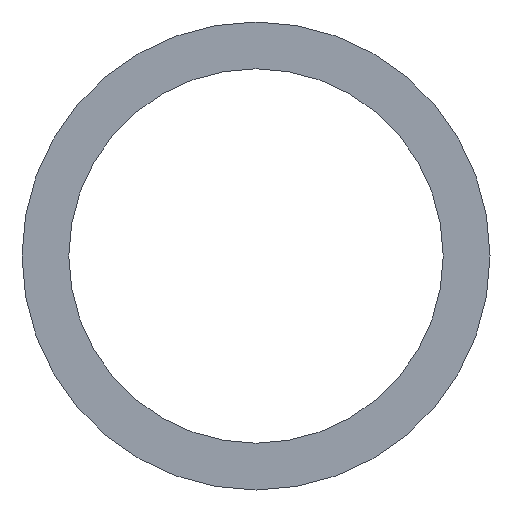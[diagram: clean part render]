
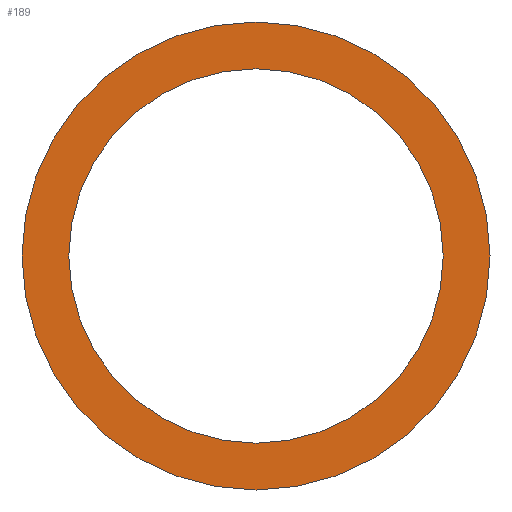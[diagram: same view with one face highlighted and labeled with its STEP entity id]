
A CAD part, front view. The second image highlights one B-rep face of the part: STEP entity #189.
In plain terms, the highlighted planar face has unit normal (0, -1, 0).
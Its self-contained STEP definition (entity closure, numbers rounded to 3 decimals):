
#2 = CARTESIAN_POINT ( 'NONE',  ( 0., 0., 0. ) ) ;
#4 = EDGE_CURVE ( 'NONE', #191, #124, #129, .T. ) ;
#7 = DIRECTION ( 'NONE',  ( 0., 0., 1. ) ) ;
#10 = EDGE_LOOP ( 'NONE', ( #174, #246 ) ) ;
#13 = DIRECTION ( 'NONE',  ( 0., 0., 1. ) ) ;
#21 = CIRCLE ( 'NONE', #109, 4. ) ;
#24 = DIRECTION ( 'NONE',  ( 0., 1., 0. ) ) ;
#28 = DIRECTION ( 'NONE',  ( 0., 1., 0. ) ) ;
#44 = AXIS2_PLACEMENT_3D ( 'NONE', #68, #28, #162 ) ;
#46 = EDGE_CURVE ( 'NONE', #63, #120, #177, .T. ) ;
#51 = CARTESIAN_POINT ( 'NONE',  ( 0., 0., 0. ) ) ;
#54 = EDGE_CURVE ( 'NONE', #120, #63, #21, .T. ) ;
#63 = VERTEX_POINT ( 'NONE', #206 ) ;
#68 = CARTESIAN_POINT ( 'NONE',  ( 0., 0., 0. ) ) ;
#71 = DIRECTION ( 'NONE',  ( 0., 1., 0. ) ) ;
#102 = AXIS2_PLACEMENT_3D ( 'NONE', #51, #192, #13 ) ;
#109 = AXIS2_PLACEMENT_3D ( 'NONE', #183, #71, #7 ) ;
#110 = DIRECTION ( 'NONE',  ( 0., 0., 1. ) ) ;
#113 = CARTESIAN_POINT ( 'NONE',  ( 0., 0., -5. ) ) ;
#115 = DIRECTION ( 'NONE',  ( 0., 0., 1. ) ) ;
#116 = FACE_BOUND ( 'NONE', #10, .T. ) ;
#120 = VERTEX_POINT ( 'NONE', #236 ) ;
#123 = AXIS2_PLACEMENT_3D ( 'NONE', #2, #24, #110 ) ;
#124 = VERTEX_POINT ( 'NONE', #184 ) ;
#125 = CIRCLE ( 'NONE', #102, 5. ) ;
#129 = CIRCLE ( 'NONE', #123, 5. ) ;
#143 = DIRECTION ( 'NONE',  ( 0., 1., 0. ) ) ;
#149 = ORIENTED_EDGE ( 'NONE', *, *, #4, .F. ) ;
#150 = EDGE_LOOP ( 'NONE', ( #149, #228 ) ) ;
#161 = CARTESIAN_POINT ( 'NONE',  ( 0., 0., 0. ) ) ;
#162 = DIRECTION ( 'NONE',  ( 0., 0., 1. ) ) ;
#174 = ORIENTED_EDGE ( 'NONE', *, *, #46, .T. ) ;
#177 = CIRCLE ( 'NONE', #215, 4. ) ;
#183 = CARTESIAN_POINT ( 'NONE',  ( 0., 0., 0. ) ) ;
#184 = CARTESIAN_POINT ( 'NONE',  ( 0., 0., 5. ) ) ;
#189 = ADVANCED_FACE ( 'NONE', ( #197, #116 ), #220, .F. ) ;
#191 = VERTEX_POINT ( 'NONE', #113 ) ;
#192 = DIRECTION ( 'NONE',  ( 0., 1., 0. ) ) ;
#197 = FACE_OUTER_BOUND ( 'NONE', #150, .T. ) ;
#206 = CARTESIAN_POINT ( 'NONE',  ( 0., 0., -4. ) ) ;
#215 = AXIS2_PLACEMENT_3D ( 'NONE', #161, #143, #115 ) ;
#220 = PLANE ( 'NONE',  #44 ) ;
#224 = EDGE_CURVE ( 'NONE', #124, #191, #125, .T. ) ;
#228 = ORIENTED_EDGE ( 'NONE', *, *, #224, .F. ) ;
#236 = CARTESIAN_POINT ( 'NONE',  ( 0., 0., 4. ) ) ;
#246 = ORIENTED_EDGE ( 'NONE', *, *, #54, .T. ) ;
